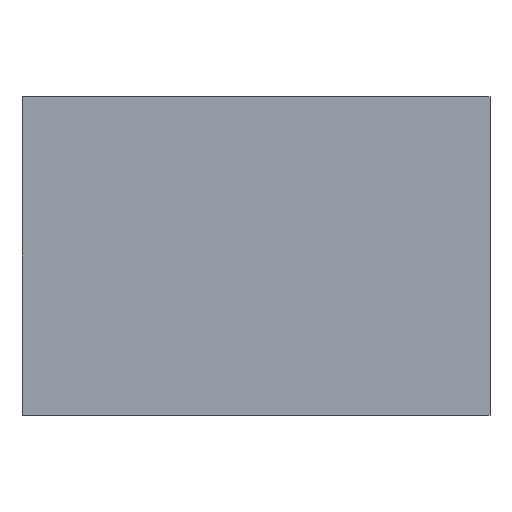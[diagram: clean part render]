
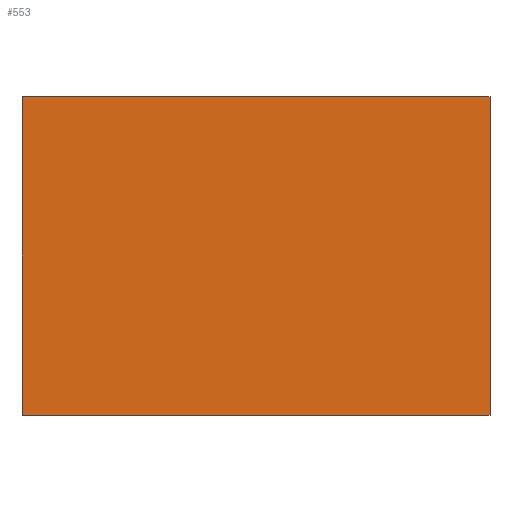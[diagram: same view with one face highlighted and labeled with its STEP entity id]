
A CAD part, left-side view. The second image highlights one B-rep face of the part: STEP entity #553.
In plain terms, the highlighted planar face has unit normal (-1, 0, 0).
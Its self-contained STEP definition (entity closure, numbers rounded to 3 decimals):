
#439=CARTESIAN_POINT('',(-29.5,0.0,-84.0));
#440=VERTEX_POINT('',#439);
#447=CARTESIAN_POINT('',(-29.5,125.0,-84.0));
#448=VERTEX_POINT('',#447);
#449=CARTESIAN_POINT('',(-29.5,125.0,-84.0));
#450=DIRECTION('',(0.0,-1.0,0.0));
#451=VECTOR('',#450,125.0);
#452=LINE('',#449,#451);
#453=EDGE_CURVE('',#448,#440,#452,.T.);
#504=CARTESIAN_POINT('',(-29.5,125.0,1.0));
#505=VERTEX_POINT('',#504);
#506=CARTESIAN_POINT('',(-29.5,125.0,-84.0));
#507=DIRECTION('',(0.0,0.0,1.0));
#508=VECTOR('',#507,85.0);
#509=LINE('',#506,#508);
#510=EDGE_CURVE('',#448,#505,#509,.T.);
#530=CARTESIAN_POINT('',(-29.5,0.0,-84.0));
#531=DIRECTION('',(-1.0,0.0,0.0));
#532=DIRECTION('',(0.0,0.0,1.0));
#533=AXIS2_PLACEMENT_3D('',#530,#531,#532);
#534=PLANE('',#533);
#535=CARTESIAN_POINT('',(-29.5,0.0,1.0));
#536=VERTEX_POINT('',#535);
#537=CARTESIAN_POINT('',(-29.5,0.0,1.0));
#538=DIRECTION('',(0.0,1.0,0.0));
#539=VECTOR('',#538,125.0);
#540=LINE('',#537,#539);
#541=EDGE_CURVE('',#536,#505,#540,.T.);
#542=ORIENTED_EDGE('',*,*,#541,.T.);
#543=ORIENTED_EDGE('',*,*,#510,.F.);
#544=ORIENTED_EDGE('',*,*,#453,.T.);
#545=CARTESIAN_POINT('',(-29.5,0.0,-84.0));
#546=DIRECTION('',(0.0,0.0,1.0));
#547=VECTOR('',#546,85.0);
#548=LINE('',#545,#547);
#549=EDGE_CURVE('',#440,#536,#548,.T.);
#550=ORIENTED_EDGE('',*,*,#549,.T.);
#551=EDGE_LOOP('',(#542,#543,#544,#550));
#552=FACE_OUTER_BOUND('',#551,.T.);
#553=ADVANCED_FACE('',(#552),#534,.T.);
